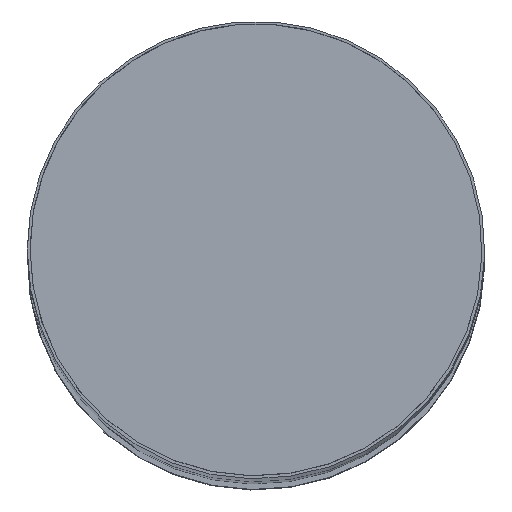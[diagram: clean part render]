
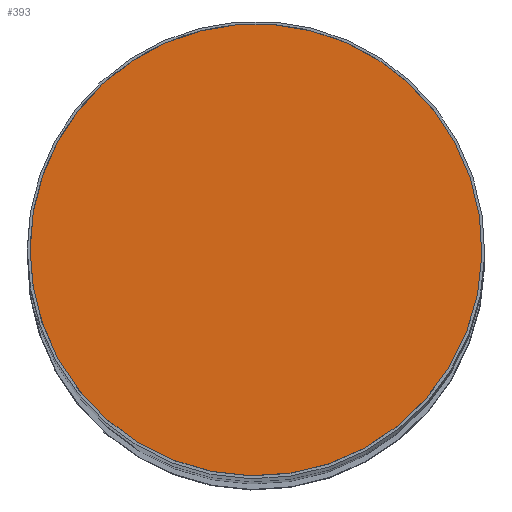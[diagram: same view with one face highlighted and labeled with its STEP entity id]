
A CAD part, top view. The second image highlights one B-rep face of the part: STEP entity #393.
In plain terms, the highlighted planar face has unit normal (0, 0, 1).
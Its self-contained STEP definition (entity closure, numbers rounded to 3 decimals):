
#98=CARTESIAN_POINT('',(0.,0.,300.));
#99=DIRECTION('',(0.,0.,1.));
#100=DIRECTION('',(0.878,0.479,0.));
#101=AXIS2_PLACEMENT_3D('',#98,#99,#100);
#106=CARTESIAN_POINT('',(0.,0.,300.));
#107=DIRECTION('',(0.,0.,1.));
#108=DIRECTION('',(-0.878,-0.479,0.));
#109=AXIS2_PLACEMENT_3D('',#106,#107,#108);
#114=CARTESIAN_POINT('',(0.,0.,300.));
#115=DIRECTION('',(0.,0.,1.));
#116=DIRECTION('',(-1.,0.,0.));
#117=AXIS2_PLACEMENT_3D('',#114,#115,#116);
#342=CARTESIAN_POINT('',(8.666,4.734,300.));
#343=CARTESIAN_POINT('',(-9.875,0.,300.));
#344=VERTEX_POINT('',#342);
#345=VERTEX_POINT('',#343);
#346=CARTESIAN_POINT('',(-8.666,-4.734,300.));
#347=VERTEX_POINT('',#346);
#380=CARTESIAN_POINT('',(-8.875,0.,300.));
#381=DIRECTION('',(0.,0.,1.));
#382=DIRECTION('',(1.,0.,0.));
#383=AXIS2_PLACEMENT_3D('',#380,#381,#382);
#384=PLANE('',#383);
#386=ORIENTED_EDGE('',*,*,#385,.F.);
#388=ORIENTED_EDGE('',*,*,#387,.F.);
#390=ORIENTED_EDGE('',*,*,#389,.F.);
#391=EDGE_LOOP('',(#386,#388,#390));
#392=FACE_OUTER_BOUND('',#391,.F.);
#393=ADVANCED_FACE('',(#392),#384,.T.);
#102=CIRCLE('',#101,9.875);
#110=CIRCLE('',#109,9.875);
#118=CIRCLE('',#117,9.875);
#385=EDGE_CURVE('',#344,#345,#102,.T.);
#387=EDGE_CURVE('',#347,#344,#110,.T.);
#389=EDGE_CURVE('',#345,#347,#118,.T.);
